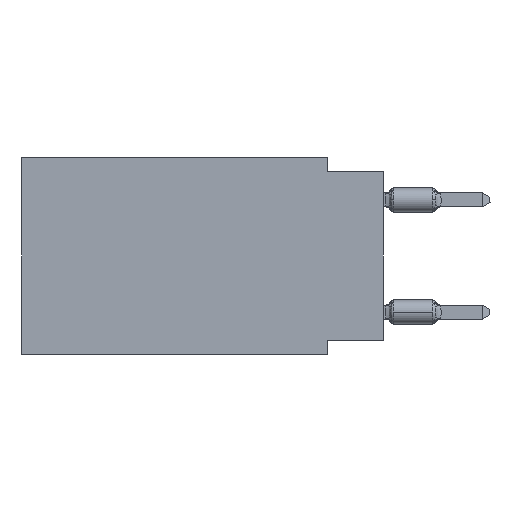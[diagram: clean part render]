
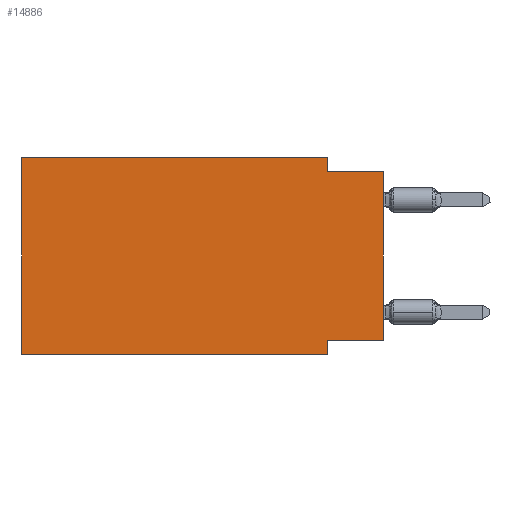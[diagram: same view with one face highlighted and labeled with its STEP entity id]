
A CAD part, left-side view. The second image highlights one B-rep face of the part: STEP entity #14886.
In plain terms, the highlighted planar face has unit normal (-1, 0, 0).
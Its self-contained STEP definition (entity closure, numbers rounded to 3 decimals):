
#104 = CARTESIAN_POINT ( 'NONE',  ( 0., 0., -0.635 ) ) ;
#974 = VERTEX_POINT ( 'NONE', #21507 ) ;
#995 = CARTESIAN_POINT ( 'NONE',  ( 0., 2.54, -8.89 ) ) ;
#2362 = DIRECTION ( 'NONE',  ( 0., 0., -1. ) ) ;
#3913 = CARTESIAN_POINT ( 'NONE',  ( 0., 2.54, -8.255 ) ) ;
#6174 = ORIENTED_EDGE ( 'NONE', *, *, #33441, .F. ) ;
#6609 = VECTOR ( 'NONE', #41857, 1000. ) ;
#7564 = LINE ( 'NONE', #30945, #26772 ) ;
#8258 = LINE ( 'NONE', #16903, #18766 ) ;
#9080 = VECTOR ( 'NONE', #27490, 1000. ) ;
#9773 = CARTESIAN_POINT ( 'NONE',  ( 0., 16.383, 0. ) ) ;
#10148 = VERTEX_POINT ( 'NONE', #3913 ) ;
#10184 = DIRECTION ( 'NONE',  ( 0., 0., 1. ) ) ;
#10659 = ORIENTED_EDGE ( 'NONE', *, *, #11638, .F. ) ;
#11193 = ORIENTED_EDGE ( 'NONE', *, *, #22452, .F. ) ;
#11638 = EDGE_CURVE ( 'NONE', #16389, #19180, #42432, .T. ) ;
#11982 = EDGE_CURVE ( 'NONE', #35798, #15450, #49962, .T. ) ;
#12211 = VERTEX_POINT ( 'NONE', #104 ) ;
#13611 = LINE ( 'NONE', #34075, #44133 ) ;
#13916 = PLANE ( 'NONE',  #46748 ) ;
#14886 = ADVANCED_FACE ( 'NONE', ( #21550 ), #13916, .F. ) ;
#15450 = VERTEX_POINT ( 'NONE', #995 ) ;
#15701 = DIRECTION ( 'NONE',  ( 0., 0., -1. ) ) ;
#16389 = VERTEX_POINT ( 'NONE', #9773 ) ;
#16903 = CARTESIAN_POINT ( 'NONE',  ( 0., 0., -0.635 ) ) ;
#17767 = CARTESIAN_POINT ( 'NONE',  ( 0., 0., -8.255 ) ) ;
#18766 = VECTOR ( 'NONE', #40528, 1000. ) ;
#19180 = VERTEX_POINT ( 'NONE', #29783 ) ;
#19740 = CARTESIAN_POINT ( 'NONE',  ( 0., 0., 0. ) ) ;
#20274 = ORIENTED_EDGE ( 'NONE', *, *, #40807, .F. ) ;
#20966 = LINE ( 'NONE', #36714, #42251 ) ;
#21277 = DIRECTION ( 'NONE',  ( 1., 0., 0. ) ) ;
#21507 = CARTESIAN_POINT ( 'NONE',  ( 0., 2.54, -0.635 ) ) ;
#21550 = FACE_OUTER_BOUND ( 'NONE', #39897, .T. ) ;
#22452 = EDGE_CURVE ( 'NONE', #19180, #974, #7564, .T. ) ;
#26772 = VECTOR ( 'NONE', #15701, 1000. ) ;
#27490 = DIRECTION ( 'NONE',  ( 0., -1., 0. ) ) ;
#28926 = EDGE_CURVE ( 'NONE', #35798, #16389, #13611, .T. ) ;
#29783 = CARTESIAN_POINT ( 'NONE',  ( 0., 2.54, 0. ) ) ;
#30945 = CARTESIAN_POINT ( 'NONE',  ( 0., 2.54, 0. ) ) ;
#31299 = LINE ( 'NONE', #19740, #32155 ) ;
#32041 = VERTEX_POINT ( 'NONE', #17767 ) ;
#32155 = VECTOR ( 'NONE', #35746, 1000. ) ;
#33441 = EDGE_CURVE ( 'NONE', #32041, #10148, #34463, .T. ) ;
#34075 = CARTESIAN_POINT ( 'NONE',  ( 0., 16.383, 0. ) ) ;
#34463 = LINE ( 'NONE', #50962, #34620 ) ;
#34517 = EDGE_CURVE ( 'NONE', #974, #12211, #8258, .T. ) ;
#34620 = VECTOR ( 'NONE', #46490, 1000. ) ;
#35746 = DIRECTION ( 'NONE',  ( 0., 0., 1. ) ) ;
#35798 = VERTEX_POINT ( 'NONE', #42233 ) ;
#36227 = ORIENTED_EDGE ( 'NONE', *, *, #40200, .T. ) ;
#36714 = CARTESIAN_POINT ( 'NONE',  ( 0., 2.54, -8.89 ) ) ;
#37219 = CARTESIAN_POINT ( 'NONE',  ( 0., 16.383, 0. ) ) ;
#37228 = DIRECTION ( 'NONE',  ( 0., 0., -1. ) ) ;
#39897 = EDGE_LOOP ( 'NONE', ( #36227, #46137, #11193, #10659, #50439, #41420, #20274, #6174 ) ) ;
#40200 = EDGE_CURVE ( 'NONE', #32041, #12211, #31299, .T. ) ;
#40528 = DIRECTION ( 'NONE',  ( 0., -1., 0. ) ) ;
#40807 = EDGE_CURVE ( 'NONE', #10148, #15450, #20966, .T. ) ;
#41420 = ORIENTED_EDGE ( 'NONE', *, *, #11982, .T. ) ;
#41857 = DIRECTION ( 'NONE',  ( 0., -1., 0. ) ) ;
#42233 = CARTESIAN_POINT ( 'NONE',  ( 0., 16.383, -8.89 ) ) ;
#42251 = VECTOR ( 'NONE', #37228, 1000. ) ;
#42432 = LINE ( 'NONE', #37219, #9080 ) ;
#44133 = VECTOR ( 'NONE', #10184, 1000. ) ;
#46031 = CARTESIAN_POINT ( 'NONE',  ( 0., 16.383, -8.89 ) ) ;
#46137 = ORIENTED_EDGE ( 'NONE', *, *, #34517, .F. ) ;
#46490 = DIRECTION ( 'NONE',  ( 0., 1., 0. ) ) ;
#46748 = AXIS2_PLACEMENT_3D ( 'NONE', #49333, #21277, #2362 ) ;
#49333 = CARTESIAN_POINT ( 'NONE',  ( 0., 16.383, 0. ) ) ;
#49962 = LINE ( 'NONE', #46031, #6609 ) ;
#50439 = ORIENTED_EDGE ( 'NONE', *, *, #28926, .F. ) ;
#50962 = CARTESIAN_POINT ( 'NONE',  ( 0., 0., -8.255 ) ) ;
